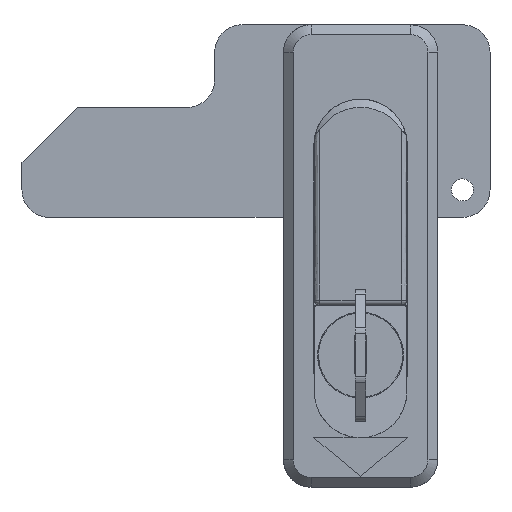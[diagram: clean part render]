
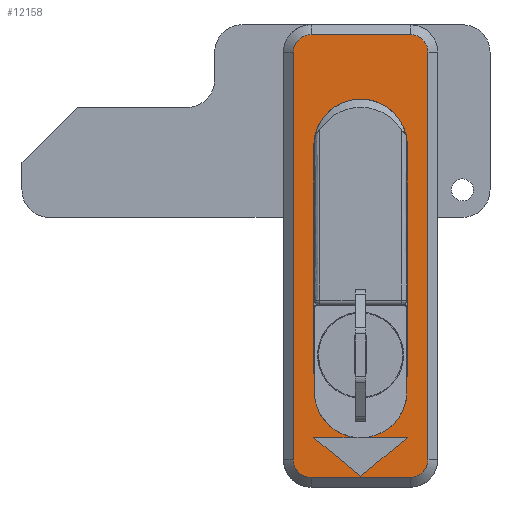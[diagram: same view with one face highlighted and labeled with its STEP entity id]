
A CAD part, front view. The second image highlights one B-rep face of the part: STEP entity #12158.
In plain terms, the highlighted free-form (B-spline) face has degree [1, 1] with [2, 2] control points.
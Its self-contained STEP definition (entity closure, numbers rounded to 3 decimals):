
#9601=CARTESIAN_POINT('',(-15.0,0.,-57.0));
#9602=VERTEX_POINT('',#9601);
#9608=CARTESIAN_POINT('',(-15.0,-8.5,-50.0));
#9609=VERTEX_POINT('',#9608);
#9610=CARTESIAN_POINT('',(-15.0,0.,-57.0));
#9611=CARTESIAN_POINT('',(-15.0,-8.5,-50.0));
#9612=QUASI_UNIFORM_CURVE('',1,(#9610,#9611),.UNSPECIFIED.,.F.,.U.);
#9613=EDGE_CURVE('',#9602,#9609,#9612,.T.);
#9629=CARTESIAN_POINT('',(-15.0,8.5,-50.0));
#9630=VERTEX_POINT('',#9629);
#9636=CARTESIAN_POINT('',(-15.0,8.5,-50.0));
#9637=CARTESIAN_POINT('',(-15.0,0.,-57.0));
#9638=QUASI_UNIFORM_CURVE('',1,(#9636,#9637),.UNSPECIFIED.,.F.,.U.);
#9639=EDGE_CURVE('',#9630,#9602,#9638,.T.);
#9652=CARTESIAN_POINT('',(-15.0,-8.5,-50.0));
#9653=CARTESIAN_POINT('',(-15.0,8.5,-50.0));
#9654=QUASI_UNIFORM_CURVE('',1,(#9652,#9653),.UNSPECIFIED.,.F.,.U.);
#9655=EDGE_CURVE('',#9609,#9630,#9654,.T.);
#10829=CARTESIAN_POINT('',(-15.0,8.5,-38.0));
#10830=VERTEX_POINT('',#10829);
#10831=CARTESIAN_POINT('',(-15.0,-8.5,-38.0));
#10832=VERTEX_POINT('',#10831);
#10833=CARTESIAN_POINT('',(-15.0,8.5,-38.0));
#10834=CARTESIAN_POINT('',(-15.,8.5,-46.5));
#10835=CARTESIAN_POINT('',(-15.0,0.0,-46.5));
#10836=CARTESIAN_POINT('',(-15.,-8.5,-46.5));
#10837=CARTESIAN_POINT('',(-15.0,-8.5,-38.0));
#10845=(BOUNDED_CURVE()B_SPLINE_CURVE(2,(#10833,#10834,#10835,#10836,#10837),.UNSPECIFIED.,.F.,.U.)B_SPLINE_CURVE_WITH_KNOTS((3,2,3),(0.0,0.5,1.0),.UNSPECIFIED.)CURVE()GEOMETRIC_REPRESENTATION_ITEM()RATIONAL_B_SPLINE_CURVE((1.0,0.707,1.0,0.707,1.0))REPRESENTATION_ITEM(''));
#10846=EDGE_CURVE('',#10830,#10832,#10845,.T.);
#10899=CARTESIAN_POINT('',(-15.0,-8.5,3.));
#10900=VERTEX_POINT('',#10899);
#10901=CARTESIAN_POINT('',(-15.0,-8.5,3.));
#10902=CARTESIAN_POINT('',(-15.0,-8.5,-38.0));
#10903=QUASI_UNIFORM_CURVE('',1,(#10901,#10902),.UNSPECIFIED.,.F.,.U.);
#10904=EDGE_CURVE('',#10900,#10832,#10903,.T.);
#10929=CARTESIAN_POINT('',(-15.0,8.5,3.));
#10930=VERTEX_POINT('',#10929);
#10936=CARTESIAN_POINT('',(-15.0,8.5,-38.0));
#10937=CARTESIAN_POINT('',(-15.0,8.5,3.));
#10938=QUASI_UNIFORM_CURVE('',1,(#10936,#10937),.UNSPECIFIED.,.F.,.U.);
#10939=EDGE_CURVE('',#10830,#10930,#10938,.T.);
#11193=CARTESIAN_POINT('',(-15.0,-12.23,-54.0));
#11194=VERTEX_POINT('',#11193);
#11209=CARTESIAN_POINT('',(-15.0,-12.23,20.));
#11210=VERTEX_POINT('',#11209);
#11216=CARTESIAN_POINT('',(-15.0,-12.23,-54.0));
#11217=CARTESIAN_POINT('',(-15.0,-12.23,20.));
#11218=QUASI_UNIFORM_CURVE('',1,(#11216,#11217),.UNSPECIFIED.,.F.,.U.);
#11219=EDGE_CURVE('',#11194,#11210,#11218,.T.);
#11240=CARTESIAN_POINT('',(-15.0,-9.0,23.23));
#11241=VERTEX_POINT('',#11240);
#11247=CARTESIAN_POINT('',(-15.0,-12.23,20.));
#11248=CARTESIAN_POINT('',(-15.,-12.23,23.23));
#11249=CARTESIAN_POINT('',(-15.0,-9.0,23.23));
#11257=(BOUNDED_CURVE()B_SPLINE_CURVE(2,(#11247,#11248,#11249),.UNSPECIFIED.,.F.,.U.)CURVE()GEOMETRIC_REPRESENTATION_ITEM()QUASI_UNIFORM_CURVE()RATIONAL_B_SPLINE_CURVE((1.0,0.707,1.0))REPRESENTATION_ITEM(''));
#11258=EDGE_CURVE('',#11210,#11241,#11257,.T.);
#11291=CARTESIAN_POINT('',(-15.0,-9.0,-57.23));
#11292=VERTEX_POINT('',#11291);
#11314=CARTESIAN_POINT('',(-15.0,-9.0,-57.23));
#11315=CARTESIAN_POINT('',(-15.,-12.23,-57.23));
#11316=CARTESIAN_POINT('',(-15.0,-12.23,-54.0));
#11324=(BOUNDED_CURVE()B_SPLINE_CURVE(2,(#11314,#11315,#11316),.UNSPECIFIED.,.F.,.U.)CURVE()GEOMETRIC_REPRESENTATION_ITEM()QUASI_UNIFORM_CURVE()RATIONAL_B_SPLINE_CURVE((1.0,0.707,1.0))REPRESENTATION_ITEM(''));
#11325=EDGE_CURVE('',#11292,#11194,#11324,.T.);
#11337=CARTESIAN_POINT('',(-15.0,9.0,23.23));
#11338=VERTEX_POINT('',#11337);
#11344=CARTESIAN_POINT('',(-15.0,-9.0,23.23));
#11345=CARTESIAN_POINT('',(-15.0,9.0,23.23));
#11346=QUASI_UNIFORM_CURVE('',1,(#11344,#11345),.UNSPECIFIED.,.F.,.U.);
#11347=EDGE_CURVE('',#11241,#11338,#11346,.T.);
#11363=CARTESIAN_POINT('',(-15.0,9.0,-57.23));
#11364=VERTEX_POINT('',#11363);
#11378=CARTESIAN_POINT('',(-15.0,9.0,-57.23));
#11379=CARTESIAN_POINT('',(-15.0,-9.0,-57.23));
#11380=QUASI_UNIFORM_CURVE('',1,(#11378,#11379),.UNSPECIFIED.,.F.,.U.);
#11381=EDGE_CURVE('',#11364,#11292,#11380,.T.);
#11402=CARTESIAN_POINT('',(-15.0,12.23,20.));
#11403=VERTEX_POINT('',#11402);
#11409=CARTESIAN_POINT('',(-15.0,9.0,23.23));
#11410=CARTESIAN_POINT('',(-15.,12.23,23.23));
#11411=CARTESIAN_POINT('',(-15.0,12.23,20.));
#11419=(BOUNDED_CURVE()B_SPLINE_CURVE(2,(#11409,#11410,#11411),.UNSPECIFIED.,.F.,.U.)CURVE()GEOMETRIC_REPRESENTATION_ITEM()QUASI_UNIFORM_CURVE()RATIONAL_B_SPLINE_CURVE((1.0,0.707,1.0))REPRESENTATION_ITEM(''));
#11420=EDGE_CURVE('',#11338,#11403,#11419,.T.);
#11453=CARTESIAN_POINT('',(-15.0,12.23,-54.0));
#11454=VERTEX_POINT('',#11453);
#11476=CARTESIAN_POINT('',(-15.0,12.23,-54.0));
#11477=CARTESIAN_POINT('',(-15.,12.23,-57.23));
#11478=CARTESIAN_POINT('',(-15.0,9.0,-57.23));
#11486=(BOUNDED_CURVE()B_SPLINE_CURVE(2,(#11476,#11477,#11478),.UNSPECIFIED.,.F.,.U.)CURVE()GEOMETRIC_REPRESENTATION_ITEM()QUASI_UNIFORM_CURVE()RATIONAL_B_SPLINE_CURVE((1.0,0.707,1.0))REPRESENTATION_ITEM(''));
#11487=EDGE_CURVE('',#11454,#11364,#11486,.T.);
#11504=CARTESIAN_POINT('',(-15.0,12.23,20.));
#11505=CARTESIAN_POINT('',(-15.0,12.23,-54.0));
#11506=QUASI_UNIFORM_CURVE('',1,(#11504,#11505),.UNSPECIFIED.,.F.,.U.);
#11507=EDGE_CURVE('',#11403,#11454,#11506,.T.);
#12054=CARTESIAN_POINT('',(-15.0,-8.5,3.));
#12055=CARTESIAN_POINT('',(-15.,-8.5,11.5));
#12056=CARTESIAN_POINT('',(-15.0,0.0,11.5));
#12057=CARTESIAN_POINT('',(-15.,8.5,11.5));
#12058=CARTESIAN_POINT('',(-15.0,8.5,3.));
#12066=(BOUNDED_CURVE()B_SPLINE_CURVE(2,(#12054,#12055,#12056,#12057,#12058),.UNSPECIFIED.,.F.,.U.)B_SPLINE_CURVE_WITH_KNOTS((3,2,3),(0.0,0.5,1.0),.UNSPECIFIED.)CURVE()GEOMETRIC_REPRESENTATION_ITEM()RATIONAL_B_SPLINE_CURVE((1.0,0.707,1.0,0.707,1.0))REPRESENTATION_ITEM(''));
#12067=EDGE_CURVE('',#10900,#10930,#12066,.T.);
#12132=CARTESIAN_POINT('',(-15.0,13.452,27.249));
#12133=CARTESIAN_POINT('',(-15.0,-13.452,27.249));
#12134=CARTESIAN_POINT('',(-15.0,13.452,-61.249));
#12135=CARTESIAN_POINT('',(-15.0,-13.452,-61.249));
#12136=B_SPLINE_SURFACE_WITH_KNOTS('',1,1,((#12132,#12134),(#12133,#12135)),.UNSPECIFIED.,.F.,.F.,.U.,(2,2),(2,2),(0.0,26.904),(0.0,88.498),.UNSPECIFIED.);
#12137=ORIENTED_EDGE('',*,*,#11325,.T.);
#12138=ORIENTED_EDGE('',*,*,#11219,.T.);
#12139=ORIENTED_EDGE('',*,*,#11258,.T.);
#12140=ORIENTED_EDGE('',*,*,#11347,.T.);
#12141=ORIENTED_EDGE('',*,*,#11420,.T.);
#12142=ORIENTED_EDGE('',*,*,#11507,.T.);
#12143=ORIENTED_EDGE('',*,*,#11487,.T.);
#12144=ORIENTED_EDGE('',*,*,#11381,.T.);
#12145=EDGE_LOOP('',(#12137,#12138,#12139,#12140,#12141,#12142,#12143,#12144));
#12146=FACE_OUTER_BOUND('',#12145,.T.);
#12147=ORIENTED_EDGE('',*,*,#10846,.F.);
#12148=ORIENTED_EDGE('',*,*,#10939,.T.);
#12149=ORIENTED_EDGE('',*,*,#12067,.F.);
#12150=ORIENTED_EDGE('',*,*,#10904,.T.);
#12151=EDGE_LOOP('',(#12147,#12148,#12149,#12150));
#12152=FACE_BOUND('',#12151,.T.);
#12153=ORIENTED_EDGE('',*,*,#9639,.F.);
#12154=ORIENTED_EDGE('',*,*,#9655,.F.);
#12155=ORIENTED_EDGE('',*,*,#9613,.F.);
#12156=EDGE_LOOP('',(#12153,#12154,#12155));
#12157=FACE_BOUND('',#12156,.T.);
#12158=ADVANCED_FACE('',(#12146,#12152,#12157),#12136,.F.);
